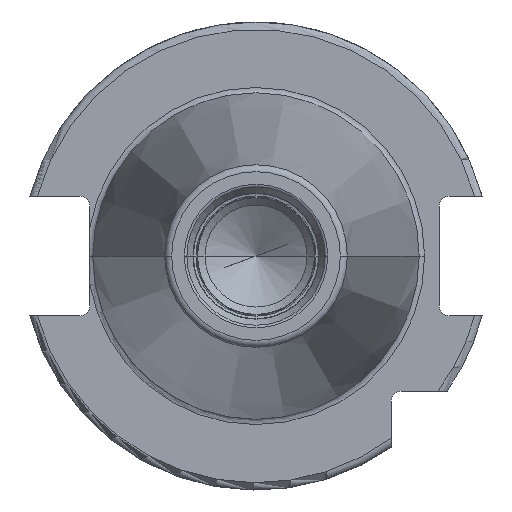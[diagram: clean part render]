
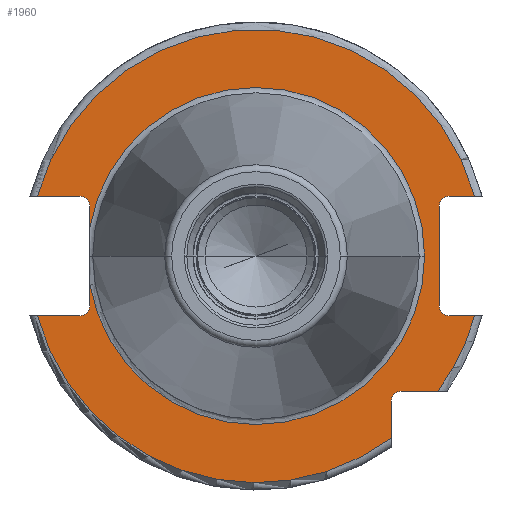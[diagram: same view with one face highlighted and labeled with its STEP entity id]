
A CAD part, left-side view. The second image highlights one B-rep face of the part: STEP entity #1960.
In plain terms, the highlighted planar face has unit normal (-1, 0, 0).
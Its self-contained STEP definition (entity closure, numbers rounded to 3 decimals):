
#105=CARTESIAN_POINT('',(3.2,22.55,-3.842));
#117=CARTESIAN_POINT('',(3.2,0.,0.));
#118=DIRECTION('',(-1.,0.,0.));
#119=DIRECTION('',(0.,0.986,-0.168));
#120=AXIS2_PLACEMENT_3D('',#117,#118,#119);
#135=CARTESIAN_POINT('',(3.2,23.9,-6.75));
#136=DIRECTION('',(1.,0.,0.));
#137=DIRECTION('',(0.,-1.,0.));
#138=AXIS2_PLACEMENT_3D('',#135,#136,#137);
#144=DIRECTION('',(0.,0.,-1.));
#145=VECTOR('',#144,2.908);
#146=CARTESIAN_POINT('',(3.2,22.55,6.75));
#147=LINE('',#146,#145);
#148=DIRECTION('',(0.,-1.,0.));
#149=VECTOR('',#148,5.777);
#150=CARTESIAN_POINT('',(3.2,29.677,8.1));
#151=LINE('',#150,#149);
#152=CARTESIAN_POINT('',(3.2,0.,0.));
#153=DIRECTION('',(1.,0.,0.));
#154=DIRECTION('',(0.,0.965,0.263));
#155=AXIS2_PLACEMENT_3D('',#152,#153,#154);
#157=DIRECTION('',(0.,1.,0.));
#158=VECTOR('',#157,3.477);
#159=CARTESIAN_POINT('',(3.2,-29.677,8.1));
#160=LINE('',#159,#158);
#161=DIRECTION('',(0.,0.,1.));
#162=VECTOR('',#161,13.5);
#163=CARTESIAN_POINT('',(3.2,-24.85,-6.75));
#164=LINE('',#163,#162);
#165=DIRECTION('',(0.,1.,0.));
#166=VECTOR('',#165,3.477);
#167=CARTESIAN_POINT('',(3.2,-29.677,-8.1));
#168=LINE('',#167,#166);
#169=CARTESIAN_POINT('',(3.2,0.,0.));
#170=DIRECTION('',(-1.,0.,0.));
#171=DIRECTION('',(0.,-0.803,-0.597));
#172=AXIS2_PLACEMENT_3D('',#169,#170,#171);
#174=DIRECTION('',(0.,-1.,0.));
#175=VECTOR('',#174,4.99);
#176=CARTESIAN_POINT('',(3.2,-19.7,-18.35));
#177=LINE('',#176,#175);
#178=DIRECTION('',(0.,0.,1.));
#179=VECTOR('',#178,4.99);
#180=CARTESIAN_POINT('',(3.2,-18.35,-24.69));
#181=LINE('',#180,#179);
#182=CARTESIAN_POINT('',(3.2,0.,0.));
#183=DIRECTION('',(-1.,0.,0.));
#184=DIRECTION('',(0.,0.965,-0.263));
#185=AXIS2_PLACEMENT_3D('',#182,#183,#184);
#187=DIRECTION('',(0.,-1.,0.));
#188=VECTOR('',#187,5.777);
#189=CARTESIAN_POINT('',(3.2,29.677,-8.1));
#190=LINE('',#189,#188);
#191=DIRECTION('',(0.,0.,-1.));
#192=VECTOR('',#191,2.908);
#193=CARTESIAN_POINT('',(3.2,22.55,-3.842));
#194=LINE('',#193,#192);
#200=CARTESIAN_POINT('',(3.2,23.9,6.75));
#201=DIRECTION('',(1.,0.,0.));
#202=DIRECTION('',(0.,0.,1.));
#203=AXIS2_PLACEMENT_3D('',#200,#201,#202);
#287=CARTESIAN_POINT('',(3.2,-26.2,6.75));
#288=DIRECTION('',(1.,0.,0.));
#289=DIRECTION('',(0.,1.,0.));
#290=AXIS2_PLACEMENT_3D('',#287,#288,#289);
#305=CARTESIAN_POINT('',(3.2,-26.2,-6.75));
#306=DIRECTION('',(1.,0.,0.));
#307=DIRECTION('',(0.,0.,-1.));
#308=AXIS2_PLACEMENT_3D('',#305,#306,#307);
#430=CARTESIAN_POINT('',(3.2,29.677,-8.1));
#466=CARTESIAN_POINT('',(3.2,-29.677,-8.1));
#772=CARTESIAN_POINT('',(3.2,-19.7,-19.7));
#773=DIRECTION('',(1.,0.,0.));
#774=DIRECTION('',(0.,1.,0.));
#775=AXIS2_PLACEMENT_3D('',#772,#773,#774);
#920=CARTESIAN_POINT('',(3.2,29.677,8.1));
#927=CARTESIAN_POINT('',(3.2,-29.677,8.1));
#1176=CARTESIAN_POINT('',(3.2,22.55,3.842));
#1187=CARTESIAN_POINT('',(3.2,0.,0.));
#1188=DIRECTION('',(1.,0.,0.));
#1189=DIRECTION('',(0.,0.986,0.168));
#1190=AXIS2_PLACEMENT_3D('',#1187,#1188,#1189);
#1410=CARTESIAN_POINT('',(3.2,-22.875,0.));
#1412=VERTEX_POINT('',#1410);
#1552=VERTEX_POINT('',#1176);
#1554=VERTEX_POINT('',#105);
#1557=VERTEX_POINT('',#920);
#1558=VERTEX_POINT('',#927);
#1561=VERTEX_POINT('',#430);
#1562=VERTEX_POINT('',#466);
#1577=CARTESIAN_POINT('',(3.2,-18.35,-24.69));
#1578=VERTEX_POINT('',#1577);
#1580=CARTESIAN_POINT('',(3.2,23.9,-8.1));
#1582=VERTEX_POINT('',#1580);
#1584=CARTESIAN_POINT('',(3.2,22.55,-6.75));
#1586=VERTEX_POINT('',#1584);
#1588=CARTESIAN_POINT('',(3.2,22.55,6.75));
#1590=VERTEX_POINT('',#1588);
#1592=CARTESIAN_POINT('',(3.2,23.9,8.1));
#1594=VERTEX_POINT('',#1592);
#1596=CARTESIAN_POINT('',(3.2,-24.85,-6.75));
#1598=VERTEX_POINT('',#1596);
#1600=CARTESIAN_POINT('',(3.2,-26.2,-8.1));
#1602=VERTEX_POINT('',#1600);
#1604=CARTESIAN_POINT('',(3.2,-26.2,8.1));
#1606=VERTEX_POINT('',#1604);
#1608=CARTESIAN_POINT('',(3.2,-24.85,6.75));
#1610=VERTEX_POINT('',#1608);
#1617=CARTESIAN_POINT('',(3.2,-19.7,-18.35));
#1618=CARTESIAN_POINT('',(3.2,-24.69,-18.35));
#1619=VERTEX_POINT('',#1617);
#1620=VERTEX_POINT('',#1618);
#1621=CARTESIAN_POINT('',(3.2,-18.35,-19.7));
#1622=VERTEX_POINT('',#1621);
#1920=CARTESIAN_POINT('',(3.2,0.,0.));
#1921=DIRECTION('',(1.,0.,0.));
#1922=DIRECTION('',(0.,-1.,0.));
#1923=AXIS2_PLACEMENT_3D('',#1920,#1921,#1922);
#1924=PLANE('',#1923);
#1925=ORIENTED_EDGE('',*,*,#1860,.F.);
#1927=ORIENTED_EDGE('',*,*,#1926,.F.);
#1929=ORIENTED_EDGE('',*,*,#1928,.F.);
#1931=ORIENTED_EDGE('',*,*,#1930,.T.);
#1933=ORIENTED_EDGE('',*,*,#1932,.T.);
#1935=ORIENTED_EDGE('',*,*,#1934,.F.);
#1937=ORIENTED_EDGE('',*,*,#1936,.F.);
#1939=ORIENTED_EDGE('',*,*,#1938,.F.);
#1941=ORIENTED_EDGE('',*,*,#1940,.F.);
#1943=ORIENTED_EDGE('',*,*,#1942,.F.);
#1945=ORIENTED_EDGE('',*,*,#1944,.F.);
#1947=ORIENTED_EDGE('',*,*,#1946,.F.);
#1949=ORIENTED_EDGE('',*,*,#1948,.F.);
#1951=ORIENTED_EDGE('',*,*,#1950,.F.);
#1952=ORIENTED_EDGE('',*,*,#1891,.T.);
#1953=ORIENTED_EDGE('',*,*,#1880,.F.);
#1954=ORIENTED_EDGE('',*,*,#1865,.F.);
#1955=ORIENTED_EDGE('',*,*,#1844,.T.);
#1957=ORIENTED_EDGE('',*,*,#1956,.F.);
#1958=EDGE_LOOP('',(#1925,#1927,#1929,#1931,#1933,#1935,#1937,#1939,#1941,#1943,
#1945,#1947,#1949,#1951,#1952,#1953,#1954,#1955,#1957));
#1959=FACE_OUTER_BOUND('',#1958,.F.);
#1960=ADVANCED_FACE('',(#1959),#1924,.F.);
#121=CIRCLE('',#120,22.875);
#139=CIRCLE('',#138,1.35);
#156=CIRCLE('',#155,30.763);
#173=CIRCLE('',#172,30.763);
#186=CIRCLE('',#185,30.763);
#204=CIRCLE('',#203,1.35);
#291=CIRCLE('',#290,1.35);
#309=CIRCLE('',#308,1.35);
#776=CIRCLE('',#775,1.35);
#1191=CIRCLE('',#1190,22.875);
#1844=EDGE_CURVE('',#1554,#1412,#121,.T.);
#1860=EDGE_CURVE('',#1590,#1552,#147,.T.);
#1865=EDGE_CURVE('',#1554,#1586,#194,.T.);
#1880=EDGE_CURVE('',#1586,#1582,#139,.T.);
#1891=EDGE_CURVE('',#1561,#1582,#190,.T.);
#1926=EDGE_CURVE('',#1594,#1590,#204,.T.);
#1928=EDGE_CURVE('',#1557,#1594,#151,.T.);
#1930=EDGE_CURVE('',#1557,#1558,#156,.T.);
#1932=EDGE_CURVE('',#1558,#1606,#160,.T.);
#1934=EDGE_CURVE('',#1610,#1606,#291,.T.);
#1936=EDGE_CURVE('',#1598,#1610,#164,.T.);
#1938=EDGE_CURVE('',#1602,#1598,#309,.T.);
#1940=EDGE_CURVE('',#1562,#1602,#168,.T.);
#1942=EDGE_CURVE('',#1620,#1562,#173,.T.);
#1944=EDGE_CURVE('',#1619,#1620,#177,.T.);
#1946=EDGE_CURVE('',#1622,#1619,#776,.T.);
#1948=EDGE_CURVE('',#1578,#1622,#181,.T.);
#1950=EDGE_CURVE('',#1561,#1578,#186,.T.);
#1956=EDGE_CURVE('',#1552,#1412,#1191,.T.);
